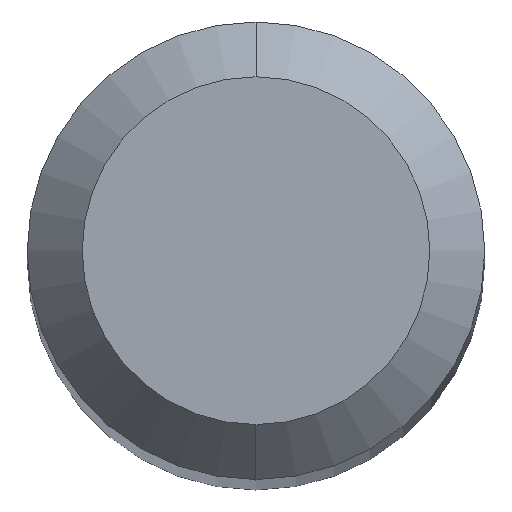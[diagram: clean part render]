
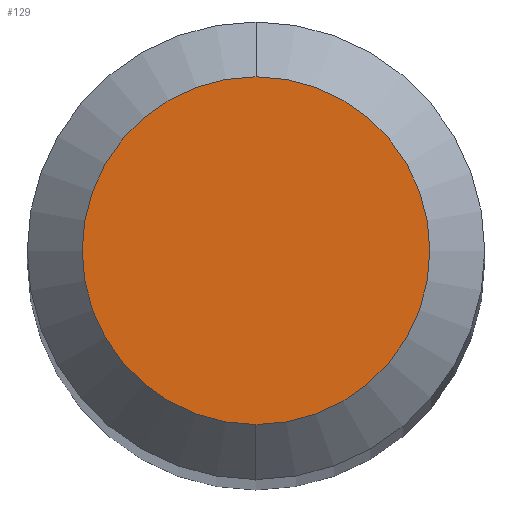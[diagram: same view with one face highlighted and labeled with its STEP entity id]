
A CAD part, top view. The second image highlights one B-rep face of the part: STEP entity #129.
In plain terms, the highlighted planar face has unit normal (0, 0, 1).
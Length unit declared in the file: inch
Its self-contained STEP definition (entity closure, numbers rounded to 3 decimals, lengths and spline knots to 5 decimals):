
#28 = VERTEX_POINT ( 'NONE', #109 ) ;
#66 = DIRECTION ( 'NONE',  ( 0., 0., 1. ) ) ;
#86 = EDGE_LOOP ( 'NONE', ( #468, #427 ) ) ;
#109 = CARTESIAN_POINT ( 'NONE',  ( 0., 0.0475, 0. ) ) ;
#127 = DIRECTION ( 'NONE',  ( 0., 0., -1. ) ) ;
#129 = ADVANCED_FACE ( 'NONE', ( #243 ), #238, .F. ) ;
#137 = CIRCLE ( 'NONE', #435, 0.0475 ) ;
#144 = CARTESIAN_POINT ( 'NONE',  ( 0., 0., 0. ) ) ;
#165 = AXIS2_PLACEMENT_3D ( 'NONE', #469, #66, #425 ) ;
#200 = VERTEX_POINT ( 'NONE', #448 ) ;
#206 = AXIS2_PLACEMENT_3D ( 'NONE', #246, #127, #360 ) ;
#238 = PLANE ( 'NONE',  #206 ) ;
#243 = FACE_OUTER_BOUND ( 'NONE', #86, .T. ) ;
#246 = CARTESIAN_POINT ( 'NONE',  ( 0., 0.0475, 0. ) ) ;
#264 = EDGE_CURVE ( 'NONE', #28, #200, #137, .T. ) ;
#321 = DIRECTION ( 'NONE',  ( 0., 0., 1. ) ) ;
#339 = CIRCLE ( 'NONE', #165, 0.0475 ) ;
#360 = DIRECTION ( 'NONE',  ( 0., 1., 0. ) ) ;
#388 = DIRECTION ( 'NONE',  ( 0., -1., 0. ) ) ;
#425 = DIRECTION ( 'NONE',  ( 0., -1., 0. ) ) ;
#427 = ORIENTED_EDGE ( 'NONE', *, *, #431, .T. ) ;
#431 = EDGE_CURVE ( 'NONE', #200, #28, #339, .T. ) ;
#435 = AXIS2_PLACEMENT_3D ( 'NONE', #144, #321, #388 ) ;
#448 = CARTESIAN_POINT ( 'NONE',  ( 0., -0.0475, 0. ) ) ;
#468 = ORIENTED_EDGE ( 'NONE', *, *, #264, .T. ) ;
#469 = CARTESIAN_POINT ( 'NONE',  ( 0., 0., 0. ) ) ;
